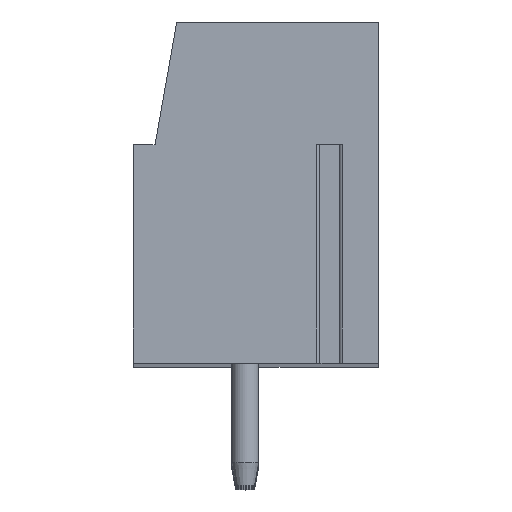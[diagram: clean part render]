
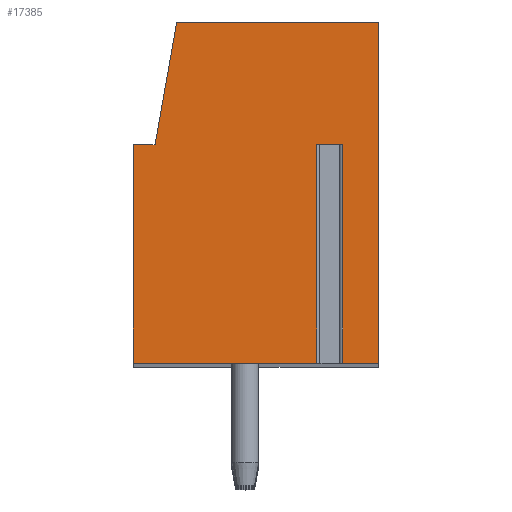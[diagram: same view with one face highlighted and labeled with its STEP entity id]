
A CAD part, top view. The second image highlights one B-rep face of the part: STEP entity #17385.
In plain terms, the highlighted planar face has unit normal (0, 0, 1).
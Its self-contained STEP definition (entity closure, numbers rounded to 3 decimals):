
#20=DIRECTION('',(-1.,0.,0.));
#21=VECTOR('',#20,0.958);
#22=CARTESIAN_POINT('',(3.179,1.75,87.5));
#23=LINE('',#22,#21);
#24=DIRECTION('',(0.,-1.,0.));
#25=VECTOR('',#24,8.);
#26=CARTESIAN_POINT('',(2.221,1.75,87.5));
#27=LINE('',#26,#25);
#28=DIRECTION('',(1.,0.,0.));
#29=VECTOR('',#28,6.721);
#30=CARTESIAN_POINT('',(-4.5,-6.25,87.5));
#31=LINE('',#30,#29);
#32=DIRECTION('',(0.,-1.,0.));
#33=VECTOR('',#32,8.);
#34=CARTESIAN_POINT('',(-4.5,1.75,87.5));
#35=LINE('',#34,#33);
#36=DIRECTION('',(-1.,0.,0.));
#37=VECTOR('',#36,0.8);
#38=CARTESIAN_POINT('',(-3.7,1.75,87.5));
#39=LINE('',#38,#37);
#40=DIRECTION('',(-0.174,-0.985,0.));
#41=VECTOR('',#40,4.569);
#42=CARTESIAN_POINT('',(-2.907,6.25,87.5));
#43=LINE('',#42,#41);
#44=DIRECTION('',(-1.,0.,0.));
#45=VECTOR('',#44,7.407);
#46=CARTESIAN_POINT('',(4.5,6.25,87.5));
#47=LINE('',#46,#45);
#48=DIRECTION('',(0.,1.,0.));
#49=VECTOR('',#48,12.5);
#50=CARTESIAN_POINT('',(4.5,-6.25,87.5));
#51=LINE('',#50,#49);
#52=DIRECTION('',(1.,0.,0.));
#53=VECTOR('',#52,1.321);
#54=CARTESIAN_POINT('',(3.179,-6.25,87.5));
#55=LINE('',#54,#53);
#56=DIRECTION('',(0.,-1.,0.));
#57=VECTOR('',#56,8.);
#58=CARTESIAN_POINT('',(3.179,1.75,87.5));
#59=LINE('',#58,#57);
#13764=CARTESIAN_POINT('',(-2.907,6.25,87.5));
#13765=CARTESIAN_POINT('',(-3.7,1.75,87.5));
#13766=VERTEX_POINT('',#13764);
#13767=VERTEX_POINT('',#13765);
#13768=CARTESIAN_POINT('',(-4.5,1.75,87.5));
#13769=VERTEX_POINT('',#13768);
#13770=CARTESIAN_POINT('',(-4.5,-6.25,87.5));
#13771=VERTEX_POINT('',#13770);
#13772=CARTESIAN_POINT('',(4.5,-6.25,87.5));
#13773=CARTESIAN_POINT('',(4.5,6.25,87.5));
#13774=VERTEX_POINT('',#13772);
#13775=VERTEX_POINT('',#13773);
#13832=CARTESIAN_POINT('',(3.179,1.75,87.5));
#13833=CARTESIAN_POINT('',(2.221,1.75,87.5));
#13834=VERTEX_POINT('',#13832);
#13835=VERTEX_POINT('',#13833);
#13836=CARTESIAN_POINT('',(3.179,-6.25,87.5));
#13837=VERTEX_POINT('',#13836);
#13838=CARTESIAN_POINT('',(2.221,-6.25,87.5));
#13839=VERTEX_POINT('',#13838);
#17358=CARTESIAN_POINT('',(0.,0.,87.5));
#17359=DIRECTION('',(0.,0.,1.));
#17360=DIRECTION('',(1.,0.,0.));
#17361=AXIS2_PLACEMENT_3D('',#17358,#17359,#17360);
#17362=PLANE('',#17361);
#17364=ORIENTED_EDGE('',*,*,#17363,.T.);
#17366=ORIENTED_EDGE('',*,*,#17365,.T.);
#17368=ORIENTED_EDGE('',*,*,#17367,.F.);
#17370=ORIENTED_EDGE('',*,*,#17369,.F.);
#17372=ORIENTED_EDGE('',*,*,#17371,.F.);
#17374=ORIENTED_EDGE('',*,*,#17373,.F.);
#17376=ORIENTED_EDGE('',*,*,#17375,.F.);
#17378=ORIENTED_EDGE('',*,*,#17377,.F.);
#17380=ORIENTED_EDGE('',*,*,#17379,.F.);
#17382=ORIENTED_EDGE('',*,*,#17381,.F.);
#17383=EDGE_LOOP('',(#17364,#17366,#17368,#17370,#17372,#17374,#17376,#17378,
#17380,#17382));
#17384=FACE_OUTER_BOUND('',#17383,.F.);
#17363=EDGE_CURVE('',#13834,#13835,#23,.T.);
#17365=EDGE_CURVE('',#13835,#13839,#27,.T.);
#17367=EDGE_CURVE('',#13771,#13839,#31,.T.);
#17369=EDGE_CURVE('',#13769,#13771,#35,.T.);
#17371=EDGE_CURVE('',#13767,#13769,#39,.T.);
#17373=EDGE_CURVE('',#13766,#13767,#43,.T.);
#17375=EDGE_CURVE('',#13775,#13766,#47,.T.);
#17377=EDGE_CURVE('',#13774,#13775,#51,.T.);
#17379=EDGE_CURVE('',#13837,#13774,#55,.T.);
#17381=EDGE_CURVE('',#13834,#13837,#59,.T.);
#17385=ADVANCED_FACE('',(#17384),#17362,.T.);
